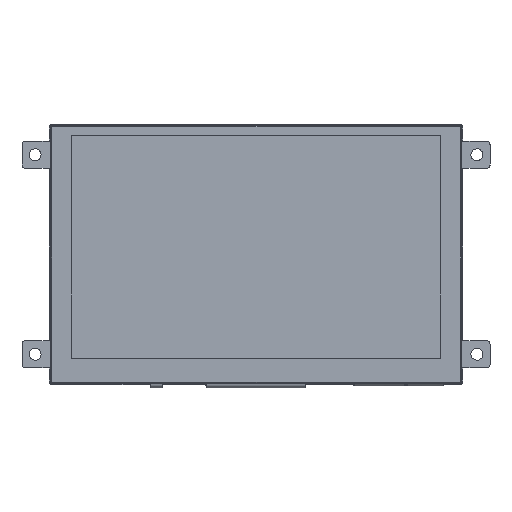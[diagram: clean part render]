
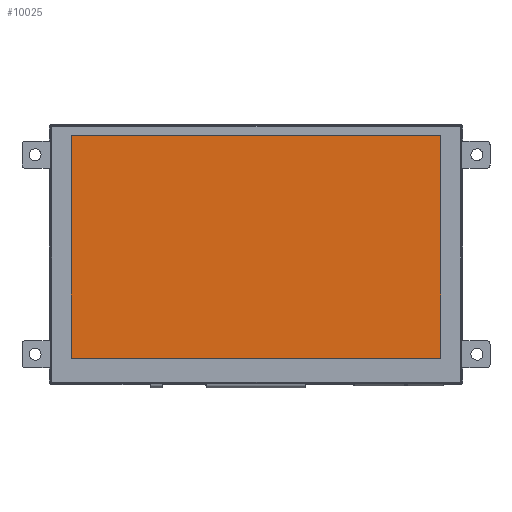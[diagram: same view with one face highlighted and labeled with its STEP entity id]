
A CAD part, top view. The second image highlights one B-rep face of the part: STEP entity #10025.
In plain terms, the highlighted planar face has unit normal (0, 0, 1).
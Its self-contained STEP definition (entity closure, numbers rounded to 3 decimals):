
#500=PLANE('',#10879);
#971=FACE_OUTER_BOUND('',#1489,.T.);
#1489=EDGE_LOOP('',(#8332,#8333,#8334,#8335));
#2425=LINE('',#15424,#3703);
#2429=LINE('',#15432,#3707);
#2432=LINE('',#15438,#3710);
#2435=LINE('',#15443,#3713);
#3703=VECTOR('',#12570,10.);
#3707=VECTOR('',#12576,10.);
#3710=VECTOR('',#12581,10.);
#3713=VECTOR('',#12586,10.);
#4932=VERTEX_POINT('',#15422);
#4933=VERTEX_POINT('',#15423);
#4936=VERTEX_POINT('',#15431);
#4938=VERTEX_POINT('',#15437);
#6135=EDGE_CURVE('',#4932,#4933,#2425,.T.);
#6139=EDGE_CURVE('',#4933,#4936,#2429,.T.);
#6142=EDGE_CURVE('',#4936,#4938,#2432,.T.);
#6145=EDGE_CURVE('',#4938,#4932,#2435,.T.);
#8332=ORIENTED_EDGE('',*,*,#6145,.T.);
#8333=ORIENTED_EDGE('',*,*,#6135,.T.);
#8334=ORIENTED_EDGE('',*,*,#6139,.T.);
#8335=ORIENTED_EDGE('',*,*,#6142,.T.);
#10025=ADVANCED_FACE('',(#971),#500,.T.);
#10879=AXIS2_PLACEMENT_3D('',#15445,#12588,#12589);
#12570=DIRECTION('',(1.,0.,0.));
#12576=DIRECTION('',(0.,1.,0.));
#12581=DIRECTION('',(-1.,0.,0.));
#12586=DIRECTION('',(0.,-1.,0.));
#12588=DIRECTION('center_axis',(0.,0.,1.));
#12589=DIRECTION('ref_axis',(1.,0.,0.));
#15422=CARTESIAN_POINT('',(-54.3,-32.7,1.1));
#15423=CARTESIAN_POINT('',(54.3,-32.7,1.1));
#15424=CARTESIAN_POINT('',(-54.3,-32.7,1.1));
#15431=CARTESIAN_POINT('',(54.3,32.7,1.1));
#15432=CARTESIAN_POINT('',(54.3,-32.7,1.1));
#15437=CARTESIAN_POINT('',(-54.3,32.7,1.1));
#15438=CARTESIAN_POINT('',(54.3,32.7,1.1));
#15443=CARTESIAN_POINT('',(-54.3,32.7,1.1));
#15445=CARTESIAN_POINT('Origin',(0.,0.,
1.1));
